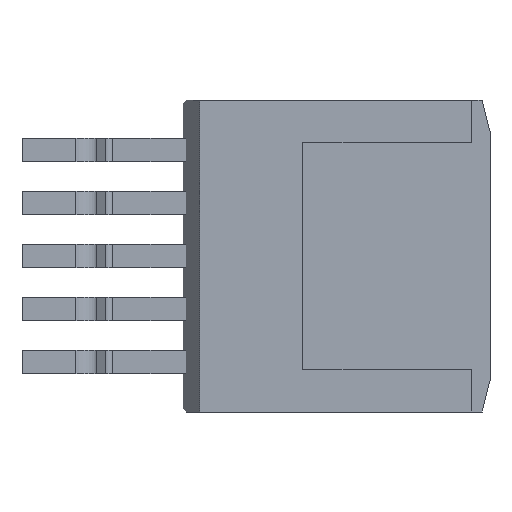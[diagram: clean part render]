
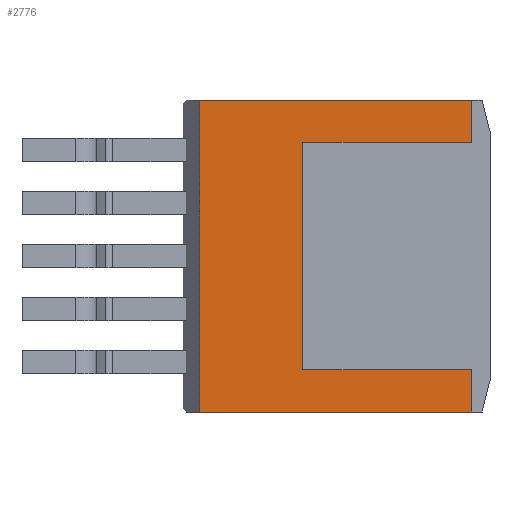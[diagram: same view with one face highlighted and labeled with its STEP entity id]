
A CAD part, front view. The second image highlights one B-rep face of the part: STEP entity #2776.
In plain terms, the highlighted planar face has unit normal (0, -1, 0).
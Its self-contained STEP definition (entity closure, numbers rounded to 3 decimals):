
#13 = VECTOR ( 'NONE', #1566, 1000. ) ;
#51 = EDGE_CURVE ( 'NONE', #513, #355, #207, .T. ) ;
#207 = LINE ( 'NONE', #1346, #2920 ) ;
#234 = VERTEX_POINT ( 'NONE', #2593 ) ;
#252 = CARTESIAN_POINT ( 'NONE',  ( 1.5, 0., -3.65 ) ) ;
#317 = VECTOR ( 'NONE', #2221, 1000. ) ;
#353 = VECTOR ( 'NONE', #2074, 1000. ) ;
#355 = VERTEX_POINT ( 'NONE', #1400 ) ;
#375 = VECTOR ( 'NONE', #795, 1000. ) ;
#386 = CARTESIAN_POINT ( 'NONE',  ( 1.5, 0., -3.65 ) ) ;
#400 = PLANE ( 'NONE',  #764 ) ;
#424 = EDGE_CURVE ( 'NONE', #2119, #513, #2861, .T. ) ;
#504 = VERTEX_POINT ( 'NONE', #1819 ) ;
#510 = CARTESIAN_POINT ( 'NONE',  ( 1.5, 0., 3.65 ) ) ;
#513 = VERTEX_POINT ( 'NONE', #1571 ) ;
#569 = CARTESIAN_POINT ( 'NONE',  ( -1.809, 0., 5. ) ) ;
#592 = EDGE_CURVE ( 'NONE', #504, #355, #2914, .T. ) ;
#627 = CARTESIAN_POINT ( 'NONE',  ( 6.912, 0., 5. ) ) ;
#654 = VECTOR ( 'NONE', #2686, 1000. ) ;
#754 = ORIENTED_EDGE ( 'NONE', *, *, #51, .T. ) ;
#764 = AXIS2_PLACEMENT_3D ( 'NONE', #2650, #1314, #1808 ) ;
#795 = DIRECTION ( 'NONE',  ( 0., 0., -1. ) ) ;
#835 = VECTOR ( 'NONE', #2479, 1000. ) ;
#867 = ORIENTED_EDGE ( 'NONE', *, *, #424, .T. ) ;
#950 = EDGE_CURVE ( 'NONE', #2119, #1270, #2926, .T. ) ;
#1152 = CARTESIAN_POINT ( 'NONE',  ( 1.5, 0., 3.65 ) ) ;
#1270 = VERTEX_POINT ( 'NONE', #2200 ) ;
#1290 = ORIENTED_EDGE ( 'NONE', *, *, #592, .F. ) ;
#1294 = CARTESIAN_POINT ( 'NONE',  ( 0., 0., 5. ) ) ;
#1314 = DIRECTION ( 'NONE',  ( 0., 1., 0. ) ) ;
#1321 = LINE ( 'NONE', #2240, #13 ) ;
#1346 = CARTESIAN_POINT ( 'NONE',  ( 0., 0., -5. ) ) ;
#1400 = CARTESIAN_POINT ( 'NONE',  ( 6.912, 0., -5. ) ) ;
#1527 = FACE_OUTER_BOUND ( 'NONE', #1945, .T. ) ;
#1566 = DIRECTION ( 'NONE',  ( 0., 0., -1. ) ) ;
#1571 = CARTESIAN_POINT ( 'NONE',  ( -1.809, 0., -5. ) ) ;
#1605 = DIRECTION ( 'NONE',  ( 1., 0., 0. ) ) ;
#1638 = ORIENTED_EDGE ( 'NONE', *, *, #2235, .T. ) ;
#1760 = CARTESIAN_POINT ( 'NONE',  ( -1.809, 0., 5. ) ) ;
#1808 = DIRECTION ( 'NONE',  ( 1., 0., 0. ) ) ;
#1819 = CARTESIAN_POINT ( 'NONE',  ( 6.912, 0., -3.65 ) ) ;
#1828 = LINE ( 'NONE', #2966, #835 ) ;
#1857 = ORIENTED_EDGE ( 'NONE', *, *, #2762, .T. ) ;
#1945 = EDGE_LOOP ( 'NONE', ( #1638, #2319, #2791, #867, #754, #1290, #1857, #2879 ) ) ;
#2074 = DIRECTION ( 'NONE',  ( 1., 0., 0. ) ) ;
#2119 = VERTEX_POINT ( 'NONE', #569 ) ;
#2200 = CARTESIAN_POINT ( 'NONE',  ( 6.912, 0., 5. ) ) ;
#2221 = DIRECTION ( 'NONE',  ( 0., 0., -1. ) ) ;
#2233 = DIRECTION ( 'NONE',  ( -1., 0., 0. ) ) ;
#2235 = EDGE_CURVE ( 'NONE', #2657, #234, #2697, .T. ) ;
#2240 = CARTESIAN_POINT ( 'NONE',  ( 6.912, 0., 5. ) ) ;
#2267 = EDGE_CURVE ( 'NONE', #1270, #234, #1321, .T. ) ;
#2319 = ORIENTED_EDGE ( 'NONE', *, *, #2267, .F. ) ;
#2461 = LINE ( 'NONE', #386, #2594 ) ;
#2479 = DIRECTION ( 'NONE',  ( 0., 0., 1. ) ) ;
#2543 = EDGE_CURVE ( 'NONE', #2973, #2657, #1828, .T. ) ;
#2593 = CARTESIAN_POINT ( 'NONE',  ( 6.912, 0., 3.65 ) ) ;
#2594 = VECTOR ( 'NONE', #2233, 1000. ) ;
#2650 = CARTESIAN_POINT ( 'NONE',  ( 0., 0., 5. ) ) ;
#2657 = VERTEX_POINT ( 'NONE', #510 ) ;
#2686 = DIRECTION ( 'NONE',  ( 1., 0., 0. ) ) ;
#2697 = LINE ( 'NONE', #1152, #353 ) ;
#2762 = EDGE_CURVE ( 'NONE', #504, #2973, #2461, .T. ) ;
#2776 = ADVANCED_FACE ( 'NONE', ( #1527 ), #400, .F. ) ;
#2791 = ORIENTED_EDGE ( 'NONE', *, *, #950, .F. ) ;
#2861 = LINE ( 'NONE', #1760, #375 ) ;
#2879 = ORIENTED_EDGE ( 'NONE', *, *, #2543, .T. ) ;
#2914 = LINE ( 'NONE', #627, #317 ) ;
#2920 = VECTOR ( 'NONE', #1605, 1000. ) ;
#2926 = LINE ( 'NONE', #1294, #654 ) ;
#2966 = CARTESIAN_POINT ( 'NONE',  ( 1.5, 0., -3.65 ) ) ;
#2973 = VERTEX_POINT ( 'NONE', #252 ) ;
